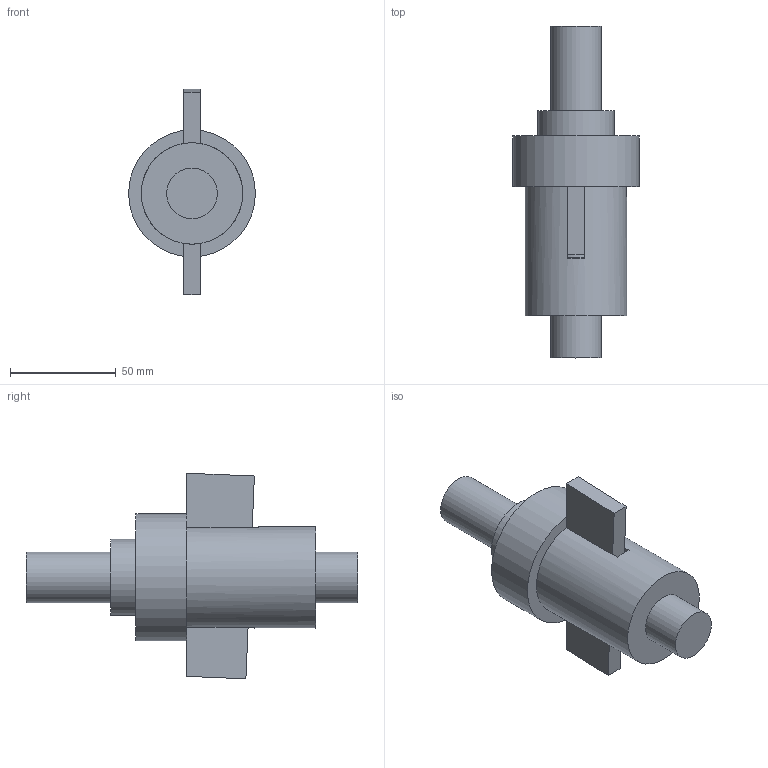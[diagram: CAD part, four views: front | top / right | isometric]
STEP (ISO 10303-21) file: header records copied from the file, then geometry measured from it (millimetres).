
FILE_DESCRIPTION(/* description */ (''),/* implementation_level */ '2;1');
FILE_NAME(/* name */ 'Cotter joint.step',/* time_stamp */ '2025-07-20T00:51:14+05:30',/* author */ (''),/* organization */ (''),/* preprocessor_version */ 'ST-DEVELOPER v20.1',/* originating_system */ 'Autodesk Translation Framework v14.10.0.0',/* authorisation */ '');
FILE_SCHEMA (('AUTOMOTIVE_DESIGN { 1 0 10303 214 3 1 1 }'));
Length unit declared in the file: centimetre
Products named in the file (4): Cotter joint; Spigot; socket; cotter
Assembly tree (3 placements, depth 2):
  Cotter joint
    Spigot
    socket
    cotter
Bounding box: 60 x 157 x 97.25 mm (x, y, z)
Volume: 224491.9 mm3; surface area: 52533.8 mm2
Topology: 3 solids, 3 shells, 32 faces, 69 edges, 46 vertices
Faces by surface type: plane 25, cylinder 7
Full cylindrical faces by diameter (mm): 24 x2, 30 x2, 36 x1, 48 x1, 60 x1
Entity records: 1008 total; most frequent: DIRECTION 173, CARTESIAN_POINT 154, ORIENTED_EDGE 138, EDGE_CURVE 69, AXIS2_PLACEMENT_3D 65, VERTEX_POINT 46, LINE 43, VECTOR 43
